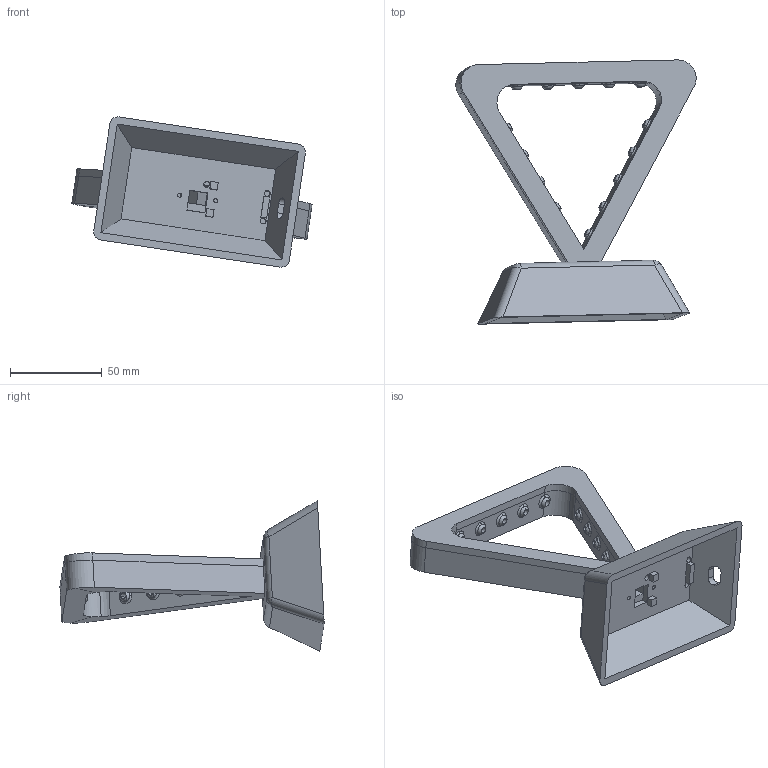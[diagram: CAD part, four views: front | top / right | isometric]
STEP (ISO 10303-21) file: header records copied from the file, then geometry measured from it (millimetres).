
FILE_DESCRIPTION (( 'STEP AP214' ), '1' );
FILE_NAME ('FiberLight_Assembly.STEP', '2025-05-05T19:05:30', ( '' ), ( '' ), 'SwSTEP 2.0', 'SolidWorks 2024', '' );
FILE_SCHEMA (( 'AUTOMOTIVE_DESIGN' ));
Length unit declared in the file: millimetre
Products named in the file (4): Fiber_Base; TriangleTop_Draft; FiberLight_Assembly; TrianglePart_Draft
Assembly tree (3 placements, depth 2):
  FiberLight_Assembly
    TrianglePart_Draft
    TriangleTop_Draft
    Fiber_Base
Bounding box: 131.18 x 144.17 x 82.02 mm (x, y, z)
Volume: 112807 mm3; surface area: 63535.2 mm2
Topology: 3 solids, 3 shells, 228 faces, 635 edges, 411 vertices
Faces by surface type: plane 88, cylinder 81, torus 30, sphere 27, bspline 2
Entity records: 7673 total; most frequent: CARTESIAN_POINT 1484, DIRECTION 1386, ORIENTED_EDGE 1224, EDGE_CURVE 612, AXIS2_PLACEMENT_3D 554, VERTEX_POINT 402, CIRCLE 322, EDGE_LOOP 282
